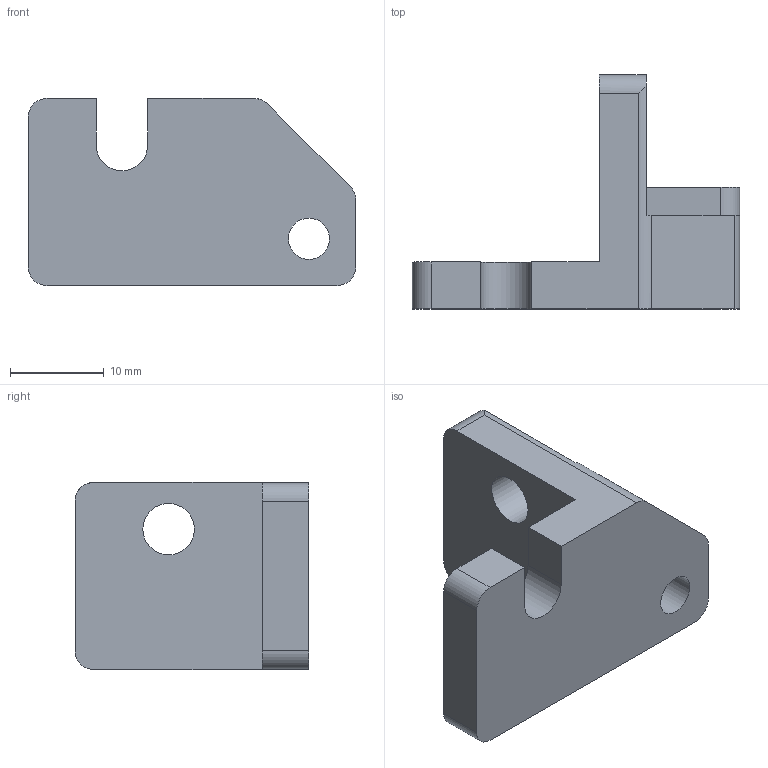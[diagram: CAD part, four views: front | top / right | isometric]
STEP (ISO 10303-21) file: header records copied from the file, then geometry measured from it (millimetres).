
FILE_DESCRIPTION(/* description */ (''),/* implementation_level */ '2;1');
FILE_NAME(/* name */ 'Bed_Support v3.step',/* time_stamp */ '2020-12-05T17:40:05+09:00',/* author */ (''),/* organization */ (''),/* preprocessor_version */ 'ST-DEVELOPER v18.1',/* originating_system */ 'Autodesk Translation Framework v9.3.0.1241',/* authorisation */ '');
FILE_SCHEMA (('AUTOMOTIVE_DESIGN { 1 0 10303 214 3 1 1 }'));
Length unit declared in the file: millimetre
Products named in the file (1): Bed_Support
Bounding box: 35 x 25 x 20 mm (x, y, z)
Volume: 5753.3 mm3; surface area: 3082.9 mm2
Topology: 1 solids, 1 shells, 27 faces, 75 edges, 50 vertices
Faces by surface type: plane 16, cylinder 11
Full cylindrical faces by diameter (mm): 4.4 x1, 5.5 x1
Entity records: 913 total; most frequent: DIRECTION 154, CARTESIAN_POINT 153, ORIENTED_EDGE 150, EDGE_CURVE 75, LINE 52, VECTOR 52, AXIS2_PLACEMENT_3D 51, VERTEX_POINT 50
